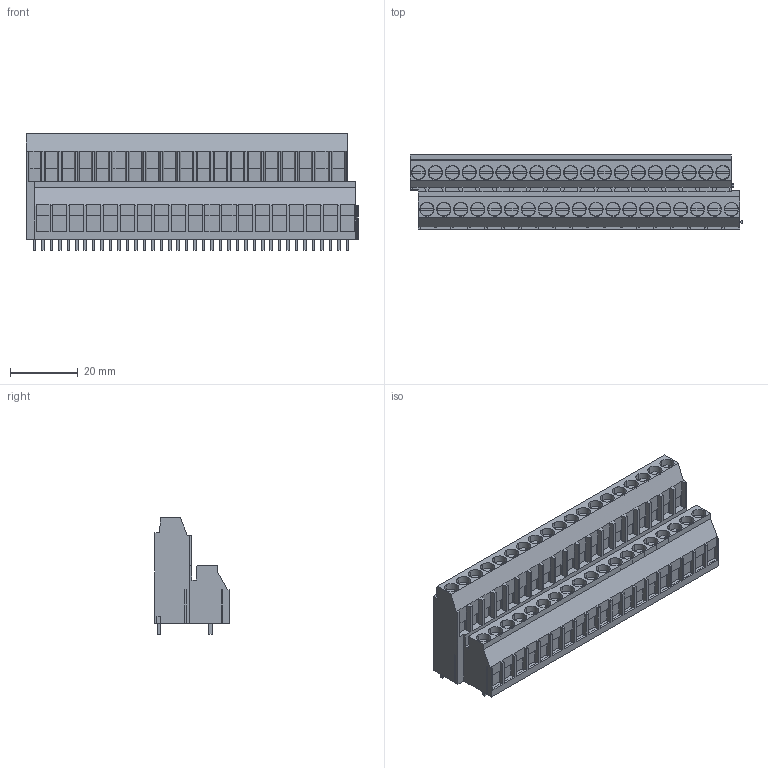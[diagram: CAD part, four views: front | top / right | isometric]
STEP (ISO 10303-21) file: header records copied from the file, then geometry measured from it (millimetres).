
FILE_DESCRIPTION(('CATIA V5 STEP','CAx-IF Rec.Pracs.--- Model Styling and Organization---1.4--- 2014-01-23'),'2;1');
FILE_NAME ('306108-1_0', '2024-03-18T13:07:40+00:00', ('none'), ('Weidmueller'), 'CATIA Version 5-6 Release 2016 SP3 HF44', 'CATIA V5 STEP AP214', 'none');
FILE_SCHEMA(('AUTOMOTIVE_DESIGN { 1 0 10303 214 1 1 1 1 }'));
Products named in the file (1): 1977420000
Bounding box: 98.15 x 21.94 x 34.47 mm (x, y, z)
Volume: 40122.3 mm3; surface area: 19466 mm2
Topology: 77 solids, 77 shells, 2098 faces, 6038 edges, 4133 vertices
Faces by surface type: plane 1946, cylinder 152
Entity records: 62510 total; most frequent: ORIENTED_EDGE 12076, CARTESIAN_POINT 11985, DIRECTION 7799, EDGE_CURVE 6038, VECTOR 5343, LINE 5343, VERTEX_POINT 4133, EDGE_LOOP 2137
